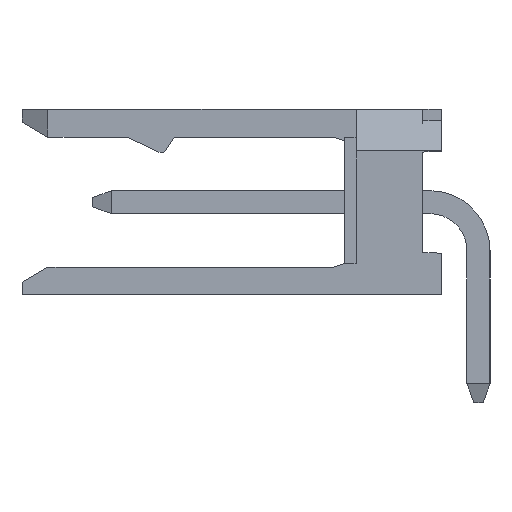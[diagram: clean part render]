
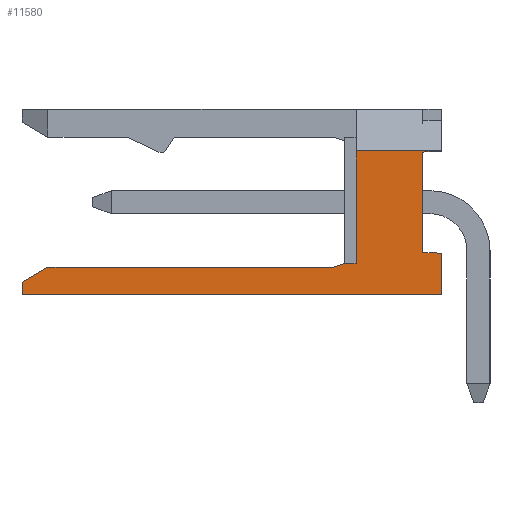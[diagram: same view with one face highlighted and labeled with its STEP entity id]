
A CAD part, left-side view. The second image highlights one B-rep face of the part: STEP entity #11580.
In plain terms, the highlighted planar face has unit normal (-1, 0, 0).
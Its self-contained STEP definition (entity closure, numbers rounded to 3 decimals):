
#1002=ORIENTED_EDGE('',*,*,#2529,.F.);
#1003=ORIENTED_EDGE('',*,*,#2794,.F.);
#1004=ORIENTED_EDGE('',*,*,#3137,.T.);
#1005=ORIENTED_EDGE('',*,*,#3128,.F.);
#1006=ORIENTED_EDGE('',*,*,#2923,.F.);
#1007=ORIENTED_EDGE('',*,*,#3138,.F.);
#1008=ORIENTED_EDGE('',*,*,#3139,.T.);
#1009=ORIENTED_EDGE('',*,*,#3134,.T.);
#1010=ORIENTED_EDGE('',*,*,#3126,.T.);
#1011=ORIENTED_EDGE('',*,*,#3140,.F.);
#1012=ORIENTED_EDGE('',*,*,#2841,.F.);
#1013=ORIENTED_EDGE('',*,*,#3032,.F.);
#1014=ORIENTED_EDGE('',*,*,#3030,.F.);
#2529=EDGE_CURVE('',#3747,#3748,#4530,.T.);
#2794=EDGE_CURVE('',#3967,#3747,#4790,.T.);
#2841=EDGE_CURVE('',#4010,#4011,#4837,.T.);
#2923=EDGE_CURVE('',#4080,#4081,#4919,.T.);
#3030=EDGE_CURVE('',#3748,#4172,#5025,.T.);
#3032=EDGE_CURVE('',#4172,#4010,#5027,.T.);
#3126=EDGE_CURVE('',#4221,#4220,#5116,.T.);
#3128=EDGE_CURVE('',#4081,#4222,#5118,.T.);
#3134=EDGE_CURVE('',#4225,#4221,#5124,.T.);
#3137=EDGE_CURVE('',#3967,#4222,#5127,.T.);
#3138=EDGE_CURVE('',#4227,#4080,#5128,.T.);
#3139=EDGE_CURVE('',#4227,#4225,#5129,.T.);
#3140=EDGE_CURVE('',#4011,#4220,#5130,.T.);
#3747=VERTEX_POINT('',#14616);
#3748=VERTEX_POINT('',#14618);
#3967=VERTEX_POINT('',#15149);
#4010=VERTEX_POINT('',#15242);
#4011=VERTEX_POINT('',#15244);
#4080=VERTEX_POINT('',#15396);
#4081=VERTEX_POINT('',#15398);
#4172=VERTEX_POINT('',#15603);
#4220=VERTEX_POINT('',#15795);
#4221=VERTEX_POINT('',#15797);
#4222=VERTEX_POINT('',#15801);
#4225=VERTEX_POINT('',#15813);
#4227=VERTEX_POINT('',#15820);
#4530=LINE('',#14617,#5704);
#4790=LINE('',#15150,#5964);
#4837=LINE('',#15243,#6011);
#4919=LINE('',#15397,#6093);
#5025=LINE('',#15602,#6199);
#5027=LINE('',#15606,#6201);
#5116=LINE('',#15796,#6290);
#5118=LINE('',#15800,#6292);
#5124=LINE('',#15812,#6298);
#5127=LINE('',#15818,#6301);
#5128=LINE('',#15819,#6302);
#5129=LINE('',#15821,#6303);
#5130=LINE('',#15822,#6304);
#5704=VECTOR('',#12437,1000.);
#5964=VECTOR('',#12803,1000.);
#6011=VECTOR('',#12856,1000.);
#6093=VECTOR('',#12942,1000.);
#6199=VECTOR('',#13064,1000.);
#6201=VECTOR('',#13068,1000.);
#6290=VECTOR('',#13263,1000.);
#6292=VECTOR('',#13267,1000.);
#6298=VECTOR('',#13279,1000.);
#6301=VECTOR('',#13284,1000.);
#6302=VECTOR('',#13285,1000.);
#6303=VECTOR('',#13286,1000.);
#6304=VECTOR('',#13287,1000.);
#7011=EDGE_LOOP('',(#1002,#1003,#1004,#1005,#1006,#1007,#1008,#1009,#1010,
#1011,#1012,#1013,#1014));
#7488=FACE_BOUND('',#7011,.T.);
#7940=PLANE('',#12055);
#11580=ADVANCED_FACE('',(#7488),#7940,.T.);
#12055=AXIS2_PLACEMENT_3D('',#15817,#13282,#13283);
#12437=DIRECTION('',(0.,-1.,0.));
#12803=DIRECTION('',(0.,0.,1.));
#12856=DIRECTION('',(0.,-0.316,-0.949));
#12942=DIRECTION('',(0.,1.,0.));
#13064=DIRECTION('',(0.,-0.5,-0.866));
#13068=DIRECTION('',(0.,0.,-1.));
#13263=DIRECTION('',(0.,1.,0.));
#13267=DIRECTION('',(0.,0.052,-0.999));
#13279=DIRECTION('',(0.,0.,1.));
#13282=DIRECTION('',(-1.,0.,0.));
#13283=DIRECTION('',(0.,-1.,0.));
#13284=DIRECTION('',(0.,-1.,0.));
#13285=DIRECTION('',(0.,0.052,0.999));
#13286=DIRECTION('',(0.,-1.,0.));
#13287=DIRECTION('',(0.,0.,-1.));
#14616=CARTESIAN_POINT('',(-25.1,5.,11.3));
#14617=CARTESIAN_POINT('',(-25.1,0.,11.3));
#14618=CARTESIAN_POINT('',(-25.1,4.654,11.3));
#15149=CARTESIAN_POINT('',(-25.1,5.,0.));
#15150=CARTESIAN_POINT('',(-25.1,5.,0.));
#15242=CARTESIAN_POINT('',(-25.1,4.25,2.9));
#15243=CARTESIAN_POINT('',(-25.1,4.25,2.9));
#15244=CARTESIAN_POINT('',(-25.1,4.15,2.6));
#15396=CARTESIAN_POINT('',(-25.1,1.15,0.5));
#15397=CARTESIAN_POINT('',(-25.1,0.,0.5));
#15398=CARTESIAN_POINT('',(-25.1,3.85,0.5));
#15602=CARTESIAN_POINT('',(-25.1,-1.87,0.));
#15603=CARTESIAN_POINT('',(-25.1,4.25,10.6));
#15606=CARTESIAN_POINT('',(-25.1,4.25,0.));
#15795=CARTESIAN_POINT('',(-25.1,4.15,2.3));
#15796=CARTESIAN_POINT('',(-25.1,0.,2.3));
#15797=CARTESIAN_POINT('',(-25.1,1.12,2.3));
#15800=CARTESIAN_POINT('',(-25.1,3.876,0.));
#15801=CARTESIAN_POINT('',(-25.1,3.876,0.));
#15812=CARTESIAN_POINT('',(-25.1,1.12,1.3));
#15813=CARTESIAN_POINT('',(-25.1,1.12,0.));
#15817=CARTESIAN_POINT('',(-25.1,2.5,5.65));
#15818=CARTESIAN_POINT('',(-25.1,5.,0.));
#15819=CARTESIAN_POINT('',(-25.1,1.124,0.));
#15820=CARTESIAN_POINT('',(-25.1,1.124,0.));
#15821=CARTESIAN_POINT('',(-25.1,0.,0.));
#15822=CARTESIAN_POINT('',(-25.1,4.15,0.));
